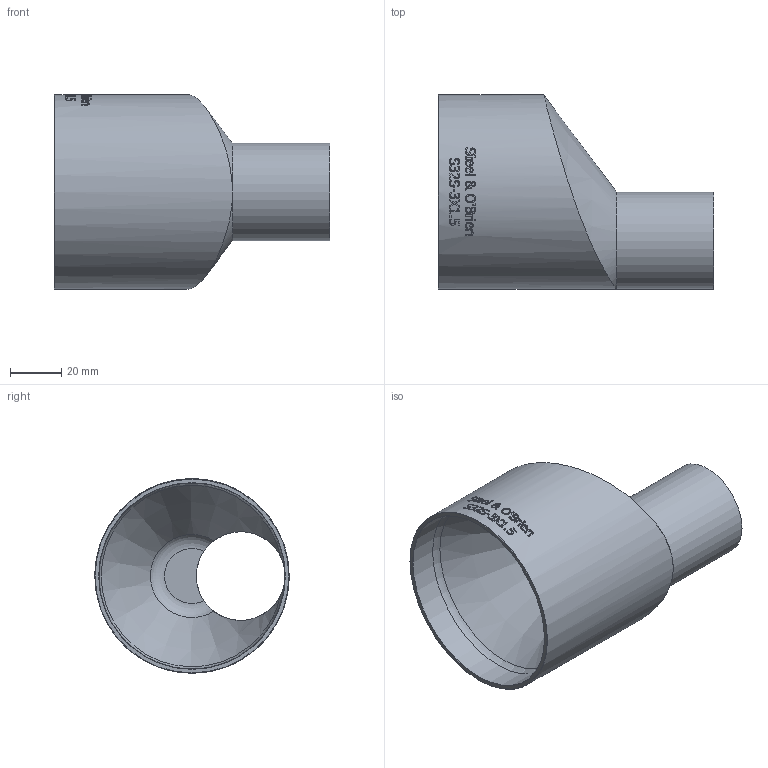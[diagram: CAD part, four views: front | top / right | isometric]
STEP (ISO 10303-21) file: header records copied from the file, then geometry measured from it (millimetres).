
FILE_DESCRIPTION(/* description */ (''),/* implementation_level */ '2;1');
FILE_NAME(/* name */ 'S32S-3X15.stp',/* time_stamp */ '2018-11-30T09:13:27-05:00',/* author */ ('rick'),/* organization */ (''),/* preprocessor_version */ 'ST-DEVELOPER v15.2',/* originating_system */ 'Autodesk Inventor 2014',/* authorisation */ '');
FILE_SCHEMA (('AUTOMOTIVE_DESIGN { 1 0 10303 214 3 1 1 }'));
Length unit declared in the file: inch
Products named in the file (1): S32S-3X15
Bounding box: 107.95 x 76.2 x 76.2 mm (x, y, z)
Volume: 116436.5 mm3; surface area: 39418.6 mm2
Topology: 1 solids, 1 shells, 406 faces, 1110 edges, 738 vertices
Faces by surface type: bspline 214, plane 150, cylinder 36, torus 4, cone 2
Full cylindrical faces by diameter (mm): 34.798 x1, 38.1 x1, 72.898 x1, 76.2 x1
Entity records: 16814 total; most frequent: CARTESIAN_POINT 7807, ORIENTED_EDGE 2206, DIRECTION 1233, EDGE_CURVE 1103, VERTEX_POINT 737, LINE 487, VECTOR 487, EDGE_LOOP 446
